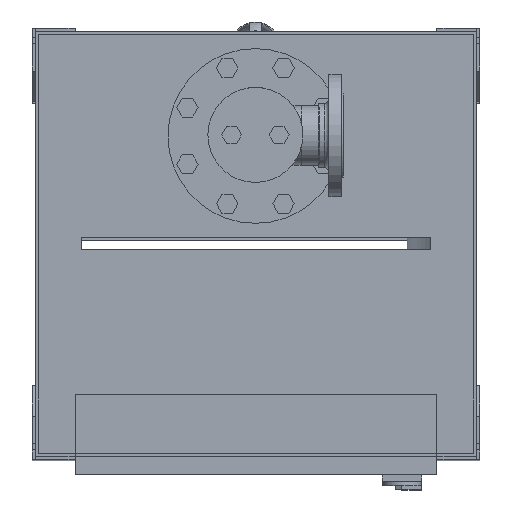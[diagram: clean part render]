
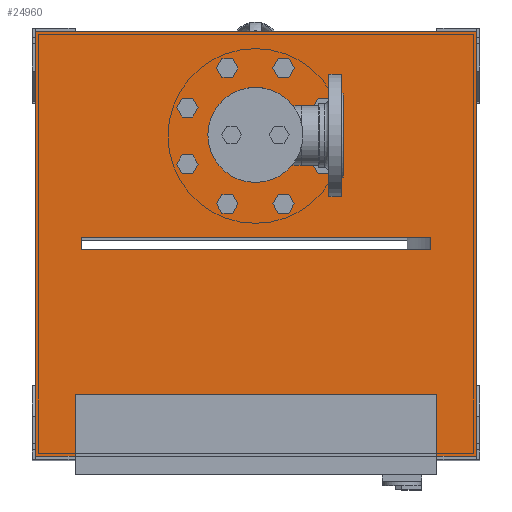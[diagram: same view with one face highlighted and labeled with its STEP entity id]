
A CAD part, top view. The second image highlights one B-rep face of the part: STEP entity #24960.
In plain terms, the highlighted planar face has unit normal (0, 0, 1).
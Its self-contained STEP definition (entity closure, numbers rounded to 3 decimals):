
#323=FACE_BOUND('',#4321,.T.);
#2643=FACE_OUTER_BOUND('',#4320,.T.);
#4320=EDGE_LOOP('',(#17777,#17778,#17779,#17780,#17781,#17782,#17783,#17784));
#4321=EDGE_LOOP('',(#17785,#17786,#17787,#17788));
#6639=LINE('',#37742,#8950);
#6642=LINE('',#37748,#8953);
#6646=LINE('',#37755,#8957);
#6656=LINE('',#37776,#8967);
#6659=LINE('',#37782,#8970);
#6661=LINE('',#37786,#8972);
#6663=LINE('',#37790,#8974);
#6665=LINE('',#37793,#8976);
#6666=LINE('',#37797,#8977);
#6669=LINE('',#37802,#8980);
#6671=LINE('',#37805,#8982);
#6672=LINE('',#37807,#8983);
#8950=VECTOR('',#30121,10.);
#8953=VECTOR('',#30126,10.);
#8957=VECTOR('',#30132,10.);
#8967=VECTOR('',#30146,10.);
#8970=VECTOR('',#30151,10.);
#8972=VECTOR('',#30155,10.);
#8974=VECTOR('',#30159,10.);
#8976=VECTOR('',#30163,10.);
#8977=VECTOR('',#30166,10.);
#8980=VECTOR('',#30171,10.);
#8982=VECTOR('',#30175,10.);
#8983=VECTOR('',#30178,10.);
#11159=VERTEX_POINT('',#37739);
#11160=VERTEX_POINT('',#37741);
#11162=VERTEX_POINT('',#37747);
#11164=VERTEX_POINT('',#37753);
#11173=VERTEX_POINT('',#37775);
#11174=VERTEX_POINT('',#37779);
#11175=VERTEX_POINT('',#37781);
#11176=VERTEX_POINT('',#37785);
#11177=VERTEX_POINT('',#37789);
#11178=VERTEX_POINT('',#37795);
#11179=VERTEX_POINT('',#37796);
#11180=VERTEX_POINT('',#37801);
#13740=EDGE_CURVE('',#11160,#11159,#6639,.T.);
#13743=EDGE_CURVE('',#11162,#11160,#6642,.T.);
#13747=EDGE_CURVE('',#11159,#11164,#6646,.T.);
#13757=EDGE_CURVE('',#11162,#11173,#6656,.T.);
#13760=EDGE_CURVE('',#11175,#11174,#6659,.T.);
#13762=EDGE_CURVE('',#11176,#11175,#6661,.T.);
#13764=EDGE_CURVE('',#11177,#11176,#6663,.T.);
#13766=EDGE_CURVE('',#11174,#11177,#6665,.T.);
#13767=EDGE_CURVE('',#11178,#11179,#6666,.T.);
#13770=EDGE_CURVE('',#11179,#11180,#6669,.T.);
#13772=EDGE_CURVE('',#11180,#11164,#6671,.T.);
#13773=EDGE_CURVE('',#11173,#11178,#6672,.T.);
#17777=ORIENTED_EDGE('',*,*,#13747,.T.);
#17778=ORIENTED_EDGE('',*,*,#13772,.F.);
#17779=ORIENTED_EDGE('',*,*,#13770,.F.);
#17780=ORIENTED_EDGE('',*,*,#13767,.F.);
#17781=ORIENTED_EDGE('',*,*,#13773,.F.);
#17782=ORIENTED_EDGE('',*,*,#13757,.F.);
#17783=ORIENTED_EDGE('',*,*,#13743,.T.);
#17784=ORIENTED_EDGE('',*,*,#13740,.T.);
#17785=ORIENTED_EDGE('',*,*,#13764,.T.);
#17786=ORIENTED_EDGE('',*,*,#13762,.T.);
#17787=ORIENTED_EDGE('',*,*,#13760,.T.);
#17788=ORIENTED_EDGE('',*,*,#13766,.T.);
#23813=PLANE('',#26785);
#24960=ADVANCED_FACE('',(#2643,#323),#23813,.T.);
#26785=AXIS2_PLACEMENT_3D('',#37808,#30179,#30180);
#30121=DIRECTION('',(1.,0.,0.));
#30126=DIRECTION('',(0.,1.,0.));
#30132=DIRECTION('',(0.,-1.,0.));
#30146=DIRECTION('',(-1.,0.,0.));
#30151=DIRECTION('',(0.,-1.,0.));
#30155=DIRECTION('',(1.,0.,0.));
#30159=DIRECTION('',(0.,1.,0.));
#30163=DIRECTION('',(-1.,0.,0.));
#30166=DIRECTION('',(1.,0.,0.));
#30171=DIRECTION('',(0.,-1.,0.));
#30175=DIRECTION('',(-1.,0.,0.));
#30178=DIRECTION('',(0.,1.,0.));
#30179=DIRECTION('center_axis',(0.,0.,1.));
#30180=DIRECTION('ref_axis',(1.,0.,0.));
#37739=CARTESIAN_POINT('',(295.,-246.5,1475.));
#37741=CARTESIAN_POINT('',(-295.,-246.5,1475.));
#37742=CARTESIAN_POINT('',(147.5,-246.5,1475.));
#37747=CARTESIAN_POINT('',(-295.,-346.5,1475.));
#37748=CARTESIAN_POINT('',(-295.,-209.875,1475.));
#37753=CARTESIAN_POINT('',(295.,-346.5,1475.));
#37755=CARTESIAN_POINT('',(295.,-259.875,1475.));
#37775=CARTESIAN_POINT('',(-360.,-346.5,1475.));
#37776=CARTESIAN_POINT('',(360.,-346.5,1475.));
#37779=CARTESIAN_POINT('',(285.,-10.,1475.));
#37781=CARTESIAN_POINT('',(285.,10.,1475.));
#37782=CARTESIAN_POINT('',(285.,-91.625,1475.));
#37785=CARTESIAN_POINT('',(-285.,10.,1475.));
#37786=CARTESIAN_POINT('',(142.5,10.,1475.));
#37789=CARTESIAN_POINT('',(-285.,-10.,1475.));
#37790=CARTESIAN_POINT('',(-285.,-81.625,1475.));
#37793=CARTESIAN_POINT('',(-142.5,-10.,1475.));
#37795=CARTESIAN_POINT('',(-360.,346.5,1475.));
#37796=CARTESIAN_POINT('',(360.,346.5,1475.));
#37797=CARTESIAN_POINT('',(360.,346.5,1475.));
#37801=CARTESIAN_POINT('',(360.,-346.5,1475.));
#37802=CARTESIAN_POINT('',(360.,0.,1475.));
#37805=CARTESIAN_POINT('',(360.,-346.5,1475.));
#37807=CARTESIAN_POINT('',(-360.,346.5,1475.));
#37808=CARTESIAN_POINT('Origin',(0.,-173.25,1475.));
